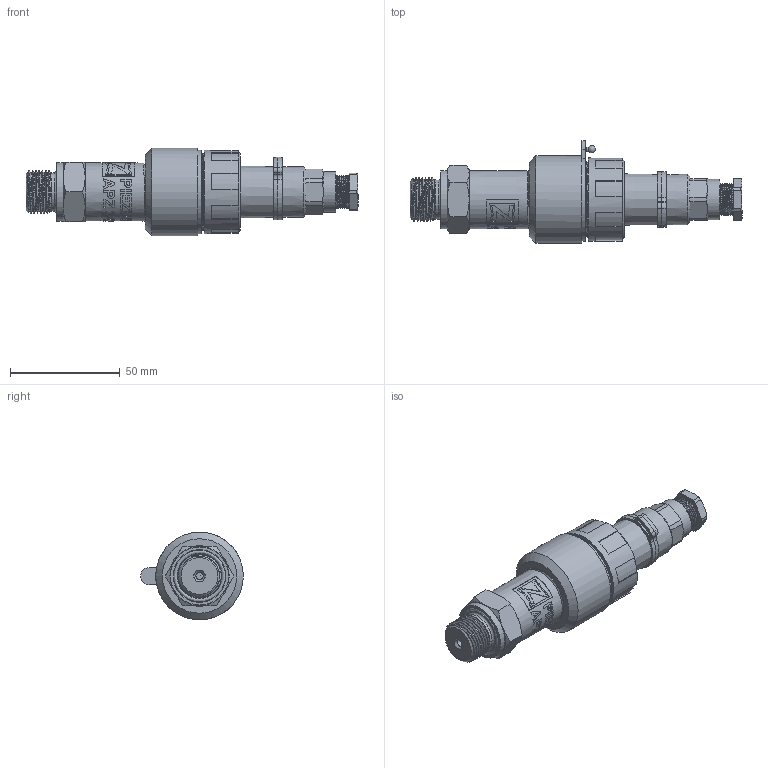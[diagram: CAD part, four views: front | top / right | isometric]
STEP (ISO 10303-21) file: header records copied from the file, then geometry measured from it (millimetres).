
FILE_DESCRIPTION(/* description */ (''),/* implementation_level */ '2;1');
FILE_NAME(/* name */ 'APZ3420_1_Buccaneer.step',/* time_stamp */ '2021-06-25T11:40:36+03:00',/* author */ (''),/* organization */ (''),/* preprocessor_version */ 'ST-DEVELOPER v18.1',/* originating_system */ 'Autodesk Translation Framework v10.9.0.1377',/* authorisation */ '');
FILE_SCHEMA (('AUTOMOTIVE_DESIGN { 1 0 10303 214 3 1 1 }'));
Length unit declared in the file: millimetre
Products named in the file (9): АПЗ 3420 в.2; M20x1,5 DIN; Bucaneer assembly v5; Bucaneer female v5; px0736-s; px0736-s_2; Bucaneer male v11; px0735-p; px0735-p_1
Assembly tree (8 placements, depth 5):
  АПЗ 3420 в.2
    M20x1,5 DIN
    Bucaneer assembly v5
      Bucaneer female v5
        px0736-s
          px0736-s_2
      Bucaneer male v11
        px0735-p
          px0735-p_1
Bounding box: 151.59 x 46.89 x 40 mm (x, y, z)
Volume: 77823.3 mm3; surface area: 48915.2 mm2
Topology: 14 solids, 18 shells, 1680 faces, 4633 edges, 3046 vertices
Faces by surface type: plane 1011, bspline 282, cylinder 203, cone 155, torus 18, sphere 11
Full cylindrical faces by diameter (mm): 2.03 x1, 2.413 x4, 2.439 x6, 2.459 x2, 2.464 x2, 2.87 x4, 3 x4, 3.3 x1, 3.302 x6, 3.734 x2, 4.1 x6, 4.19 x2, 4.47 x2, 8.255 x1, 9.53 x2, 11.938 x1, 12.09 x1, 13.716 x1, 13.741 x5, 14.021 x1, 14.884 x6, 15.062 x9, 16.61 x1, 17 x1, 17.8 x1, 18 x1, 18.137 x6, 18.42 x1, 19.85 x5, 20.1 x2
Entity records: 87794 total; most frequent: CARTESIAN_POINT 46919, ORIENTED_EDGE 9236, DIRECTION 7134, EDGE_CURVE 4618, VERTEX_POINT 3046, LINE 2954, VECTOR 2954, AXIS2_PLACEMENT_3D 2090
